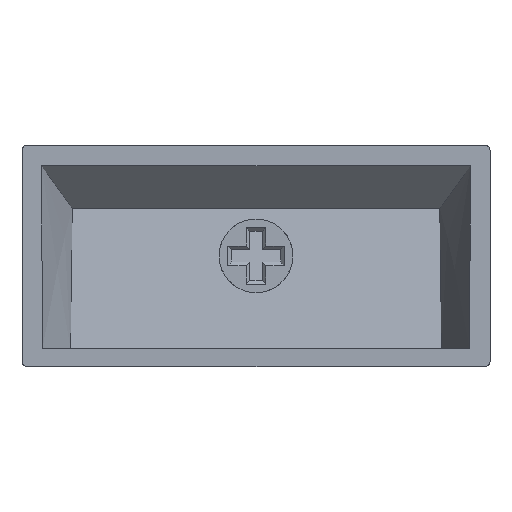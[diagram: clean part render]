
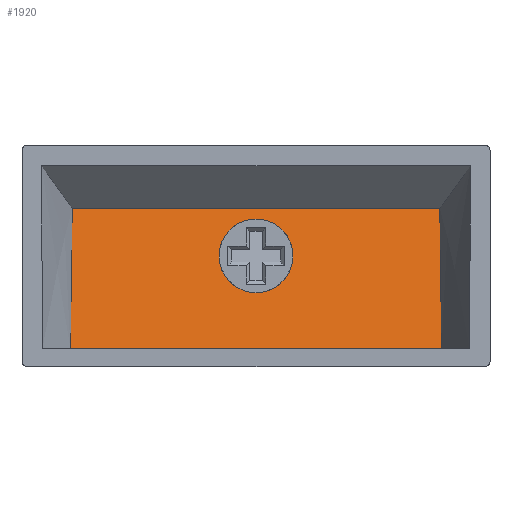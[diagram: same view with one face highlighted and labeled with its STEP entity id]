
A CAD part, front view. The second image highlights one B-rep face of the part: STEP entity #1920.
In plain terms, the highlighted planar face has unit normal (0, -0.98, 0.2).
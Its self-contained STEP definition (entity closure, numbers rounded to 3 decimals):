
#1846=EDGE_CURVE('',#1847,#1849,#1851,.F.);
#1847=VERTEX_POINT('',#1848);
#1848=CARTESIAN_POINT('',(34.158,4.775,-16.5));
#1849=VERTEX_POINT('',#1850);
#1850=CARTESIAN_POINT('',(3.942,4.775,-16.5));
#1851=LINE('',#1852,#1853);
#1852=CARTESIAN_POINT('',(0.0,4.775,-16.5));
#1853=VECTOR('',#1854,1.0);
#1854=DIRECTION('',(1.0,0.0,0.0));
#1884=VERTEX_POINT('',#1885);
#1885=CARTESIAN_POINT('',(34.014,7.098,-5.123));
#1898=VERTEX_POINT('',#1899);
#1899=CARTESIAN_POINT('',(4.086,7.098,-5.123));
#1910=EDGE_CURVE('',#1898,#1884,#1911,.T.);
#1911=LINE('',#1912,#1913);
#1912=CARTESIAN_POINT('',(0.0,7.098,-5.123));
#1913=VECTOR('',#1914,1.0);
#1914=DIRECTION('',(1.0,0.0,0.0));
#1920=ADVANCED_FACE('',(#1921,#1932),#1958,.F.);
#1921=FACE_BOUND('',#1922,.T.);
#1922=EDGE_LOOP('',(#1923));
#1923=ORIENTED_EDGE('',*,*,#1924,.T.);
#1924=EDGE_CURVE('',#1925,#1925,#1927,.F.);
#1925=VERTEX_POINT('',#1926);
#1926=CARTESIAN_POINT('',(19.05,5.696,-11.991));
#1927=ELLIPSE('',#1928,3.062,3.0);
#1928=AXIS2_PLACEMENT_3D('',#1929,#1930,#1931);
#1929=CARTESIAN_POINT('',(19.05,6.308,-8.991));
#1930=DIRECTION('',(0.0,-0.98,0.2));
#1931=DIRECTION('',(0.0,-0.2,-0.98));
#1932=FACE_BOUND('',#1933,.T.);
#1933=EDGE_LOOP('',(#1934,#1945,#1946,#1957));
#1934=ORIENTED_EDGE('',*,*,#1935,.T.);
#1935=EDGE_CURVE('',#1847,#1884,#1936,.F.);
#1936=B_SPLINE_CURVE_WITH_KNOTS('',3,(#1937,#1938,#1939,#1940,#1941,#1942,#1943,#1944),.UNSPECIFIED.,.F.,.U.,(4,2,2,4),(0.0,5.806,8.71,11.613),.UNSPECIFIED.);
#1937=CARTESIAN_POINT('',(34.014,7.098,-5.123));
#1938=CARTESIAN_POINT('',(34.032,6.711,-7.019));
#1939=CARTESIAN_POINT('',(34.053,6.324,-8.915));
#1940=CARTESIAN_POINT('',(34.088,5.743,-11.76));
#1941=CARTESIAN_POINT('',(34.1,5.549,-12.708));
#1942=CARTESIAN_POINT('',(34.127,5.162,-14.604));
#1943=CARTESIAN_POINT('',(34.142,4.969,-15.552));
#1944=CARTESIAN_POINT('',(34.158,4.775,-16.5));
#1945=ORIENTED_EDGE('',*,*,#1910,.F.);
#1946=ORIENTED_EDGE('',*,*,#1947,.T.);
#1947=EDGE_CURVE('',#1898,#1849,#1948,.F.);
#1948=B_SPLINE_CURVE_WITH_KNOTS('',3,(#1949,#1950,#1951,#1952,#1953,#1954,#1955,#1956),.UNSPECIFIED.,.F.,.U.,(4,2,2,4),(0.0,2.903,5.806,11.613),.UNSPECIFIED.);
#1949=CARTESIAN_POINT('',(3.942,4.775,-16.5));
#1950=CARTESIAN_POINT('',(3.958,4.969,-15.552));
#1951=CARTESIAN_POINT('',(3.973,5.162,-14.604));
#1952=CARTESIAN_POINT('',(4.,5.549,-12.708));
#1953=CARTESIAN_POINT('',(4.012,5.743,-11.76));
#1954=CARTESIAN_POINT('',(4.047,6.323,-8.915));
#1955=CARTESIAN_POINT('',(4.068,6.711,-7.019));
#1956=CARTESIAN_POINT('',(4.086,7.098,-5.123));
#1957=ORIENTED_EDGE('',*,*,#1846,.F.);
#1958=PLANE('',#1959);
#1959=AXIS2_PLACEMENT_3D('',#1960,#1961,#1962);
#1960=CARTESIAN_POINT('',(0.0,7.818,-1.596));
#1961=DIRECTION('',(0.0,0.98,-0.2));
#1962=DIRECTION('',(0.0,0.2,0.98));
